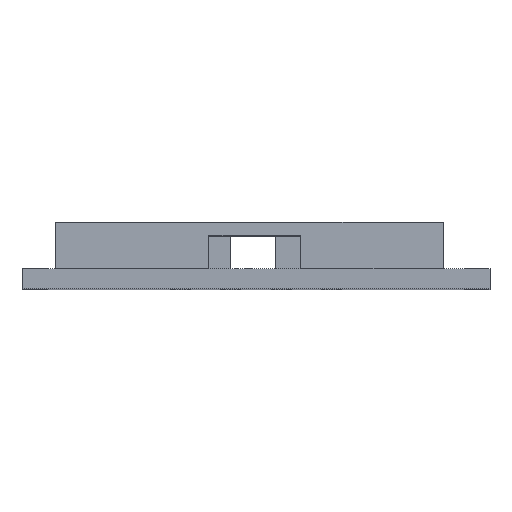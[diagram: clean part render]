
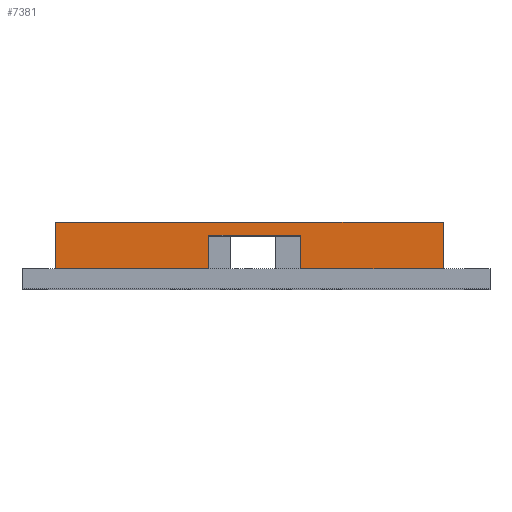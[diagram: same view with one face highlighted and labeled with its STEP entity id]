
A CAD part, top view. The second image highlights one B-rep face of the part: STEP entity #7381.
In plain terms, the highlighted planar face has unit normal (0, 0, 1).
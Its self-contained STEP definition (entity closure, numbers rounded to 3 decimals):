
#568=DIRECTION('',(1.,0.,0.));
#569=VECTOR('',#568,4.59);
#570=CARTESIAN_POINT('',(-6.,0.3,7.65));
#571=LINE('',#570,#569);
#612=DIRECTION('',(1.,0.,0.));
#613=VECTOR('',#612,4.26);
#614=CARTESIAN_POINT('',(1.34,0.3,7.65));
#615=LINE('',#614,#613);
#944=DIRECTION('',(1.,0.,0.));
#945=VECTOR('',#944,2.75);
#946=CARTESIAN_POINT('',(-1.41,1.3,7.65));
#947=LINE('',#946,#945);
#948=DIRECTION('',(0.,1.,0.));
#949=VECTOR('',#948,1.);
#950=CARTESIAN_POINT('',(-1.41,0.3,7.65));
#951=LINE('',#950,#949);
#952=DIRECTION('',(0.,1.,0.));
#953=VECTOR('',#952,1.4);
#954=CARTESIAN_POINT('',(-6.,0.3,7.65));
#955=LINE('',#954,#953);
#956=DIRECTION('',(0.,1.,0.));
#957=VECTOR('',#956,1.);
#958=CARTESIAN_POINT('',(1.34,0.3,7.65));
#959=LINE('',#958,#957);
#1092=DIRECTION('',(0.,1.,0.));
#1093=VECTOR('',#1092,1.4);
#1094=CARTESIAN_POINT('',(5.6,0.3,7.65));
#1095=LINE('',#1094,#1093);
#1132=DIRECTION('',(1.,0.,0.));
#1133=VECTOR('',#1132,11.6);
#1134=CARTESIAN_POINT('',(-6.,1.7,7.65));
#1135=LINE('',#1134,#1133);
#5147=CARTESIAN_POINT('',(-6.,1.7,7.65));
#5149=VERTEX_POINT('',#5147);
#5150=CARTESIAN_POINT('',(5.6,1.7,7.65));
#5151=VERTEX_POINT('',#5150);
#5156=CARTESIAN_POINT('',(-6.,0.3,7.65));
#5157=VERTEX_POINT('',#5156);
#5158=CARTESIAN_POINT('',(5.6,0.3,7.65));
#5159=VERTEX_POINT('',#5158);
#5220=CARTESIAN_POINT('',(-1.41,1.3,7.65));
#5221=CARTESIAN_POINT('',(1.34,1.3,7.65));
#5222=VERTEX_POINT('',#5220);
#5223=VERTEX_POINT('',#5221);
#5224=CARTESIAN_POINT('',(-1.41,0.3,7.65));
#5225=VERTEX_POINT('',#5224);
#5226=CARTESIAN_POINT('',(1.34,0.3,7.65));
#5227=VERTEX_POINT('',#5226);
#7360=CARTESIAN_POINT('',(-6.,0.3,7.65));
#7361=DIRECTION('',(0.,0.,1.));
#7362=DIRECTION('',(1.,0.,0.));
#7363=AXIS2_PLACEMENT_3D('',#7360,#7361,#7362);
#7364=PLANE('',#7363);
#7366=ORIENTED_EDGE('',*,*,#7365,.F.);
#7368=ORIENTED_EDGE('',*,*,#7367,.F.);
#7369=ORIENTED_EDGE('',*,*,#7338,.F.);
#7371=ORIENTED_EDGE('',*,*,#7370,.T.);
#7373=ORIENTED_EDGE('',*,*,#7372,.T.);
#7375=ORIENTED_EDGE('',*,*,#7374,.F.);
#7376=ORIENTED_EDGE('',*,*,#7300,.F.);
#7378=ORIENTED_EDGE('',*,*,#7377,.T.);
#7379=EDGE_LOOP('',(#7366,#7368,#7369,#7371,#7373,#7375,#7376,#7378));
#7380=FACE_OUTER_BOUND('',#7379,.F.);
#7300=EDGE_CURVE('',#5227,#5159,#615,.T.);
#7338=EDGE_CURVE('',#5157,#5225,#571,.T.);
#7365=EDGE_CURVE('',#5222,#5223,#947,.T.);
#7367=EDGE_CURVE('',#5225,#5222,#951,.T.);
#7370=EDGE_CURVE('',#5157,#5149,#955,.T.);
#7372=EDGE_CURVE('',#5149,#5151,#1135,.T.);
#7374=EDGE_CURVE('',#5159,#5151,#1095,.T.);
#7377=EDGE_CURVE('',#5227,#5223,#959,.T.);
#7381=ADVANCED_FACE('',(#7380),#7364,.T.);
